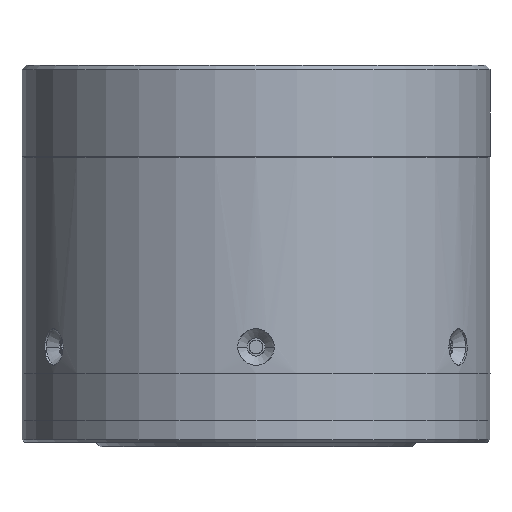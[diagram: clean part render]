
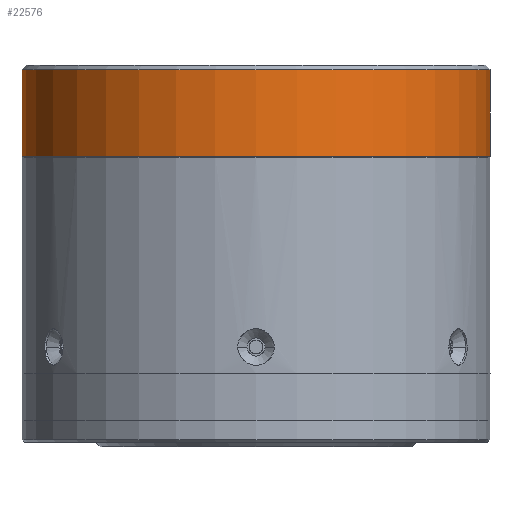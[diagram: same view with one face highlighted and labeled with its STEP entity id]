
A CAD part, front view. The second image highlights one B-rep face of the part: STEP entity #22576.
In plain terms, the highlighted cylindrical face has radius 27 mm (diameter 54 mm), a partial arc.
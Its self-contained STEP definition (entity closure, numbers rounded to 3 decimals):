
#659 = CARTESIAN_POINT ( 'NONE',  ( 0., 0., 6.5 ) ) ;
#1498 = EDGE_LOOP ( 'NONE', ( #15184, #21668, #3551, #10933 ) ) ;
#2784 = VERTEX_POINT ( 'NONE', #3017 ) ;
#3017 = CARTESIAN_POINT ( 'NONE',  ( 27., 0., 6.5 ) ) ;
#3173 = VERTEX_POINT ( 'NONE', #6365 ) ;
#3551 = ORIENTED_EDGE ( 'NONE', *, *, #22911, .T. ) ;
#6197 = CARTESIAN_POINT ( 'NONE',  ( -27., 0., -3.5 ) ) ;
#6365 = CARTESIAN_POINT ( 'NONE',  ( 27., 0., -3.5 ) ) ;
#6423 = DIRECTION ( 'NONE',  ( -1., 0., 0. ) ) ;
#6729 = DIRECTION ( 'NONE',  ( 0., 0., 1. ) ) ;
#7427 = DIRECTION ( 'NONE',  ( 0., 0., 1. ) ) ;
#7496 = CARTESIAN_POINT ( 'NONE',  ( -27., 0., 6.5 ) ) ;
#8081 = VERTEX_POINT ( 'NONE', #12445 ) ;
#9760 = VECTOR ( 'NONE', #18020, 1000. ) ;
#10551 = EDGE_CURVE ( 'NONE', #8081, #14878, #11466, .T. ) ;
#10629 = CARTESIAN_POINT ( 'NONE',  ( 0., 0., -3.5 ) ) ;
#10933 = ORIENTED_EDGE ( 'NONE', *, *, #17520, .F. ) ;
#10937 = CIRCLE ( 'NONE', #20553, 27. ) ;
#11466 = LINE ( 'NONE', #6197, #16105 ) ;
#11584 = DIRECTION ( 'NONE',  ( 0., 0., 1. ) ) ;
#12445 = CARTESIAN_POINT ( 'NONE',  ( -27., 0., -3.5 ) ) ;
#13311 = CYLINDRICAL_SURFACE ( 'NONE', #23771, 27. ) ;
#14279 = EDGE_CURVE ( 'NONE', #8081, #3173, #10937, .T. ) ;
#14811 = AXIS2_PLACEMENT_3D ( 'NONE', #659, #15948, #6423 ) ;
#14878 = VERTEX_POINT ( 'NONE', #7496 ) ;
#15079 = DIRECTION ( 'NONE',  ( 1., 0., 0. ) ) ;
#15184 = ORIENTED_EDGE ( 'NONE', *, *, #10551, .F. ) ;
#15948 = DIRECTION ( 'NONE',  ( 0., 0., 1. ) ) ;
#16105 = VECTOR ( 'NONE', #11584, 1000. ) ;
#16511 = CARTESIAN_POINT ( 'NONE',  ( 27., 0., -3.5 ) ) ;
#16963 = FACE_OUTER_BOUND ( 'NONE', #1498, .T. ) ;
#17520 = EDGE_CURVE ( 'NONE', #14878, #2784, #22845, .T. ) ;
#18020 = DIRECTION ( 'NONE',  ( 0., 0., 1. ) ) ;
#18281 = DIRECTION ( 'NONE',  ( 1., 0., 0. ) ) ;
#20027 = LINE ( 'NONE', #16511, #9760 ) ;
#20553 = AXIS2_PLACEMENT_3D ( 'NONE', #10629, #6729, #18281 ) ;
#21668 = ORIENTED_EDGE ( 'NONE', *, *, #14279, .T. ) ;
#22576 = ADVANCED_FACE ( 'NONE', ( #16963 ), #13311, .T. ) ;
#22845 = CIRCLE ( 'NONE', #14811, 27. ) ;
#22911 = EDGE_CURVE ( 'NONE', #3173, #2784, #20027, .T. ) ;
#23771 = AXIS2_PLACEMENT_3D ( 'NONE', #24636, #7427, #15079 ) ;
#24636 = CARTESIAN_POINT ( 'NONE',  ( 0., 0., -3.5 ) ) ;
